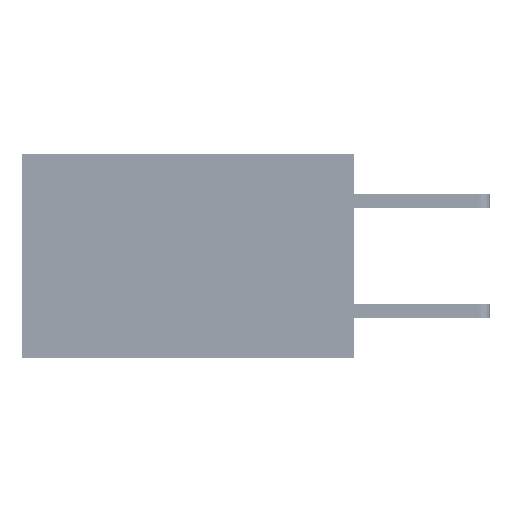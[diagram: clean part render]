
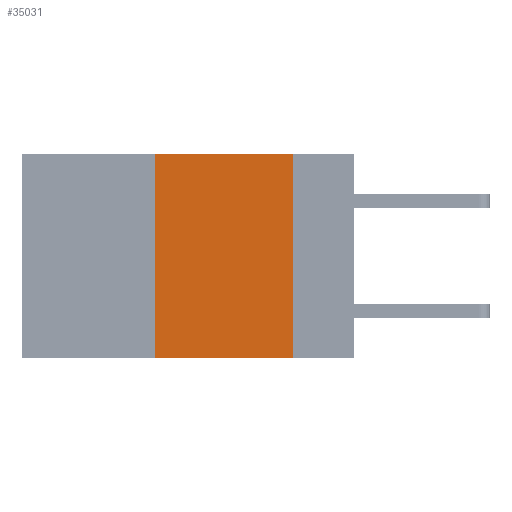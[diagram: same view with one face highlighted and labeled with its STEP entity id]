
A CAD part, left-side view. The second image highlights one B-rep face of the part: STEP entity #35031.
In plain terms, the highlighted planar face has unit normal (-1, 0, 0).
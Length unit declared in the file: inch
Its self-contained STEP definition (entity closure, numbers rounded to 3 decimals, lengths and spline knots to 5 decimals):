
#184 = LINE ( 'NONE', #14196, #31631 ) ;
#424 = EDGE_CURVE ( 'NONE', #24078, #4442, #35686, .T. ) ;
#3185 = CARTESIAN_POINT ( 'NONE',  ( 0., 0.6, 0. ) ) ;
#3812 = ORIENTED_EDGE ( 'NONE', *, *, #424, .F. ) ;
#4442 = VERTEX_POINT ( 'NONE', #25652 ) ;
#4767 = CARTESIAN_POINT ( 'NONE',  ( 0., 0.11, -0.37 ) ) ;
#9510 = VECTOR ( 'NONE', #42522, 39.37008 ) ;
#12416 = CARTESIAN_POINT ( 'NONE',  ( 0., 0.36, 0. ) ) ;
#13027 = ORIENTED_EDGE ( 'NONE', *, *, #24450, .T. ) ;
#14054 = DIRECTION ( 'NONE',  ( 0., -1., 0. ) ) ;
#14196 = CARTESIAN_POINT ( 'NONE',  ( 0., 0.6, 0. ) ) ;
#20760 = CARTESIAN_POINT ( 'NONE',  ( 0., 0.11, 0. ) ) ;
#21361 = CARTESIAN_POINT ( 'NONE',  ( 0., 0.6, -0.37 ) ) ;
#23169 = LINE ( 'NONE', #21361, #43061 ) ;
#24078 = VERTEX_POINT ( 'NONE', #25359 ) ;
#24168 = VERTEX_POINT ( 'NONE', #4767 ) ;
#24450 = EDGE_CURVE ( 'NONE', #24078, #24168, #23169, .T. ) ;
#24993 = LINE ( 'NONE', #20760, #29162 ) ;
#25340 = ORIENTED_EDGE ( 'NONE', *, *, #26431, .F. ) ;
#25359 = CARTESIAN_POINT ( 'NONE',  ( 0., 0.36, -0.37 ) ) ;
#25652 = CARTESIAN_POINT ( 'NONE',  ( 0., 0.36, 0. ) ) ;
#26282 = EDGE_LOOP ( 'NONE', ( #25340, #35406, #3812, #13027 ) ) ;
#26431 = EDGE_CURVE ( 'NONE', #33206, #24168, #24993, .T. ) ;
#27651 = DIRECTION ( 'NONE',  ( 0., 0., -1. ) ) ;
#29162 = VECTOR ( 'NONE', #27651, 39.37008 ) ;
#31631 = VECTOR ( 'NONE', #14054, 39.37008 ) ;
#32325 = PLANE ( 'NONE',  #41573 ) ;
#33173 = DIRECTION ( 'NONE',  ( 0., 0., -1. ) ) ;
#33206 = VERTEX_POINT ( 'NONE', #40395 ) ;
#35031 = ADVANCED_FACE ( 'NONE', ( #39727 ), #32325, .F. ) ;
#35406 = ORIENTED_EDGE ( 'NONE', *, *, #37976, .F. ) ;
#35686 = LINE ( 'NONE', #12416, #9510 ) ;
#37976 = EDGE_CURVE ( 'NONE', #4442, #33206, #184, .T. ) ;
#39464 = DIRECTION ( 'NONE',  ( 1., 0., 0. ) ) ;
#39727 = FACE_OUTER_BOUND ( 'NONE', #26282, .T. ) ;
#40395 = CARTESIAN_POINT ( 'NONE',  ( 0., 0.11, 0. ) ) ;
#40854 = DIRECTION ( 'NONE',  ( 0., -1., 0. ) ) ;
#41573 = AXIS2_PLACEMENT_3D ( 'NONE', #3185, #39464, #33173 ) ;
#42522 = DIRECTION ( 'NONE',  ( 0., 0., 1. ) ) ;
#43061 = VECTOR ( 'NONE', #40854, 39.37008 ) ;
